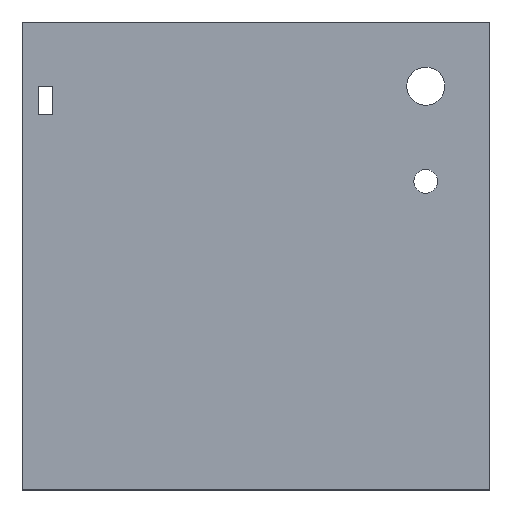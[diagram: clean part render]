
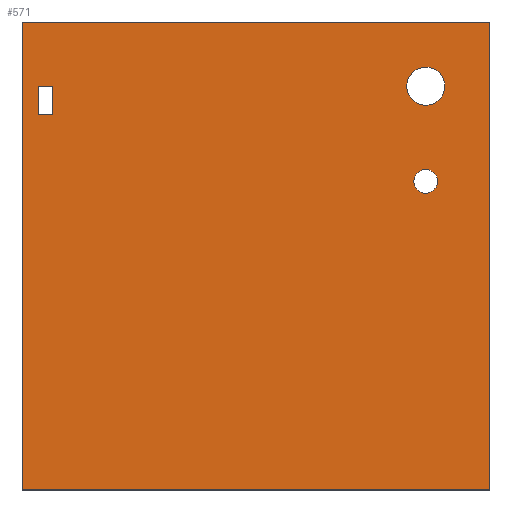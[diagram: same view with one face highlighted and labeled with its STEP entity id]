
A CAD part, top view. The second image highlights one B-rep face of the part: STEP entity #571.
In plain terms, the highlighted planar face has unit normal (0, 0, 1).
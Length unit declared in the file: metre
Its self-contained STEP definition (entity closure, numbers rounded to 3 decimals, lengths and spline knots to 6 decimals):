
#16=CIRCLE('',#615,0.00508);
#17=CIRCLE('',#619,0.003175);
#80=ORIENTED_EDGE('',*,*,#204,.T.);
#81=ORIENTED_EDGE('',*,*,#207,.T.);
#82=ORIENTED_EDGE('',*,*,#209,.T.);
#83=ORIENTED_EDGE('',*,*,#212,.T.);
#84=ORIENTED_EDGE('',*,*,#197,.F.);
#85=ORIENTED_EDGE('',*,*,#200,.T.);
#86=ORIENTED_EDGE('',*,*,#202,.T.);
#87=ORIENTED_EDGE('',*,*,#211,.F.);
#88=ORIENTED_EDGE('',*,*,#210,.F.);
#89=ORIENTED_EDGE('',*,*,#213,.F.);
#197=EDGE_CURVE('',#272,#273,#323,.T.);
#200=EDGE_CURVE('',#272,#274,#326,.T.);
#202=EDGE_CURVE('',#274,#275,#328,.T.);
#204=EDGE_CURVE('',#277,#276,#330,.F.);
#207=EDGE_CURVE('',#276,#278,#333,.F.);
#209=EDGE_CURVE('',#278,#279,#335,.T.);
#210=EDGE_CURVE('',#280,#280,#16,.T.);
#211=EDGE_CURVE('',#273,#275,#336,.T.);
#212=EDGE_CURVE('',#279,#277,#337,.T.);
#213=EDGE_CURVE('',#281,#281,#17,.T.);
#272=VERTEX_POINT('',#843);
#273=VERTEX_POINT('',#845);
#274=VERTEX_POINT('',#849);
#275=VERTEX_POINT('',#853);
#276=VERTEX_POINT('',#857);
#277=VERTEX_POINT('',#859);
#278=VERTEX_POINT('',#863);
#279=VERTEX_POINT('',#867);
#280=VERTEX_POINT('',#871);
#281=VERTEX_POINT('',#878);
#323=LINE('',#844,#395);
#326=LINE('',#850,#398);
#328=LINE('',#854,#400);
#330=LINE('',#858,#402);
#333=LINE('',#864,#405);
#335=LINE('',#868,#407);
#336=LINE('',#873,#408);
#337=LINE('',#875,#409);
#395=VECTOR('',#676,1.);
#398=VECTOR('',#681,1.);
#400=VECTOR('',#685,1.);
#402=VECTOR('',#689,1.);
#405=VECTOR('',#694,1.);
#407=VECTOR('',#698,1.);
#408=VECTOR('',#705,1.);
#409=VECTOR('',#708,1.);
#462=EDGE_LOOP('',(#80,#81,#82,#83));
#463=EDGE_LOOP('',(#84,#85,#86,#87));
#464=EDGE_LOOP('',(#88));
#465=EDGE_LOOP('',(#89));
#506=FACE_BOUND('',#462,.T.);
#507=FACE_BOUND('',#463,.T.);
#508=FACE_BOUND('',#464,.T.);
#509=FACE_BOUND('',#465,.T.);
#539=PLANE('',#620);
#571=ADVANCED_FACE('',(#506,#507,#508,#509),#539,.T.);
#615=AXIS2_PLACEMENT_3D('',#870,#701,#702);
#619=AXIS2_PLACEMENT_3D('',#877,#711,#712);
#620=AXIS2_PLACEMENT_3D('',#879,#713,#714);
#676=DIRECTION('',(0.,-1.,0.));
#681=DIRECTION('',(1.,0.,0.));
#685=DIRECTION('',(0.,-1.,0.));
#689=DIRECTION('',(-1.,0.,0.));
#694=DIRECTION('',(0.,-1.,0.));
#698=DIRECTION('',(-1.,0.,0.));
#701=DIRECTION('',(0.,0.,1.));
#702=DIRECTION('',(1.,0.,0.));
#705=DIRECTION('',(1.,0.,0.));
#708=DIRECTION('',(0.,-1.,0.));
#711=DIRECTION('',(0.,0.,1.));
#712=DIRECTION('',(1.,0.,0.));
#713=DIRECTION('',(0.,0.,1.));
#714=DIRECTION('',(1.,0.,0.));
#843=CARTESIAN_POINT('',(-0.058049,0.045349,0.21971));
#844=CARTESIAN_POINT('',(-0.058049,0.041539,0.21971));
#845=CARTESIAN_POINT('',(-0.058049,0.037729,0.21971));
#849=CARTESIAN_POINT('',(-0.054239,0.045349,0.21971));
#850=CARTESIAN_POINT('',(-0.056144,0.045349,0.21971));
#853=CARTESIAN_POINT('',(-0.054239,0.037729,0.21971));
#854=CARTESIAN_POINT('',(-0.054239,0.041539,0.21971));
#857=CARTESIAN_POINT('',(0.0625,-0.0625,0.21971));
#858=CARTESIAN_POINT('',(0.,-0.0625,0.21971));
#859=CARTESIAN_POINT('',(-0.0625,-0.0625,0.21971));
#863=CARTESIAN_POINT('',(0.0625,0.0625,0.21971));
#864=CARTESIAN_POINT('',(0.0625,0.,0.21971));
#867=CARTESIAN_POINT('',(-0.0625,0.0625,0.21971));
#868=CARTESIAN_POINT('',(0.,0.0625,0.21971));
#870=CARTESIAN_POINT('',(0.045349,0.045349,0.21971));
#871=CARTESIAN_POINT('',(0.050429,0.045349,0.21971));
#873=CARTESIAN_POINT('',(-0.056144,0.037729,0.21971));
#875=CARTESIAN_POINT('',(-0.0625,0.,0.21971));
#877=CARTESIAN_POINT('',(0.045349,0.019949,0.21971));
#878=CARTESIAN_POINT('',(0.048524,0.019949,0.21971));
#879=CARTESIAN_POINT('',(0.,0.,0.21971));
